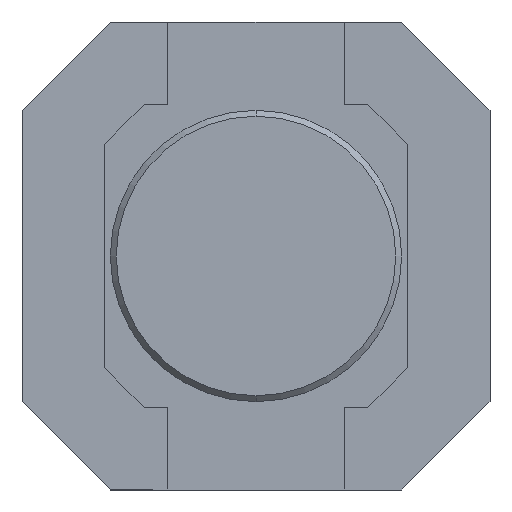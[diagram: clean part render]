
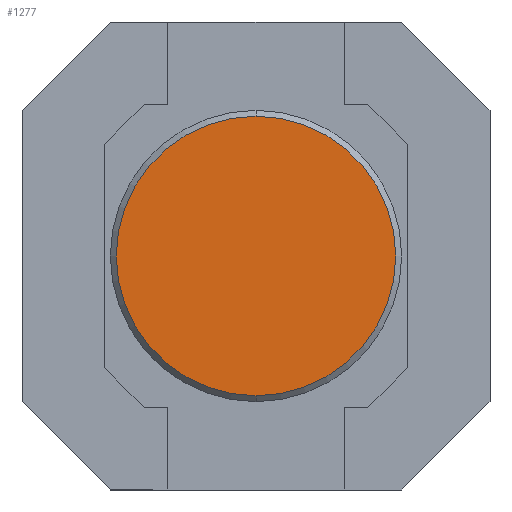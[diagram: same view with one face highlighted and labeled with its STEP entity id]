
A CAD part, front view. The second image highlights one B-rep face of the part: STEP entity #1277.
In plain terms, the highlighted planar face has unit normal (0, -1, 0).
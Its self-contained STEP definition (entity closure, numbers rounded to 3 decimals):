
#164 = ORIENTED_EDGE ( 'NONE', *, *, #859, .T. ) ;
#169 = CIRCLE ( 'NONE', #779, 1.189 ) ;
#256 = CARTESIAN_POINT ( 'NONE',  ( 0., 0.05, 0. ) ) ;
#317 = DIRECTION ( 'NONE',  ( 0., -1., 0. ) ) ;
#439 = VERTEX_POINT ( 'NONE', #607 ) ;
#498 = VERTEX_POINT ( 'NONE', #1729 ) ;
#506 = AXIS2_PLACEMENT_3D ( 'NONE', #1391, #1253, #1266 ) ;
#531 = DIRECTION ( 'NONE',  ( 0., -1., 0. ) ) ;
#607 = CARTESIAN_POINT ( 'NONE',  ( 0., 0.05, -1.189 ) ) ;
#654 = AXIS2_PLACEMENT_3D ( 'NONE', #1511, #317, #1650 ) ;
#779 = AXIS2_PLACEMENT_3D ( 'NONE', #256, #531, #1060 ) ;
#859 = EDGE_CURVE ( 'NONE', #498, #439, #1242, .T. ) ;
#946 = EDGE_CURVE ( 'NONE', #439, #498, #169, .T. ) ;
#1060 = DIRECTION ( 'NONE',  ( 0., 0., -1. ) ) ;
#1109 = FACE_OUTER_BOUND ( 'NONE', #1621, .T. ) ;
#1130 = PLANE ( 'NONE',  #654 ) ;
#1242 = CIRCLE ( 'NONE', #506, 1.189 ) ;
#1253 = DIRECTION ( 'NONE',  ( 0., -1., 0. ) ) ;
#1266 = DIRECTION ( 'NONE',  ( 0., 0., -1. ) ) ;
#1277 = ADVANCED_FACE ( 'NONE', ( #1109 ), #1130, .T. ) ;
#1325 = ORIENTED_EDGE ( 'NONE', *, *, #946, .T. ) ;
#1391 = CARTESIAN_POINT ( 'NONE',  ( 0., 0.05, 0. ) ) ;
#1511 = CARTESIAN_POINT ( 'NONE',  ( 0., 0.05, 0. ) ) ;
#1621 = EDGE_LOOP ( 'NONE', ( #164, #1325 ) ) ;
#1650 = DIRECTION ( 'NONE',  ( 0., 0., -1. ) ) ;
#1729 = CARTESIAN_POINT ( 'NONE',  ( 0., 0.05, 1.189 ) ) ;
